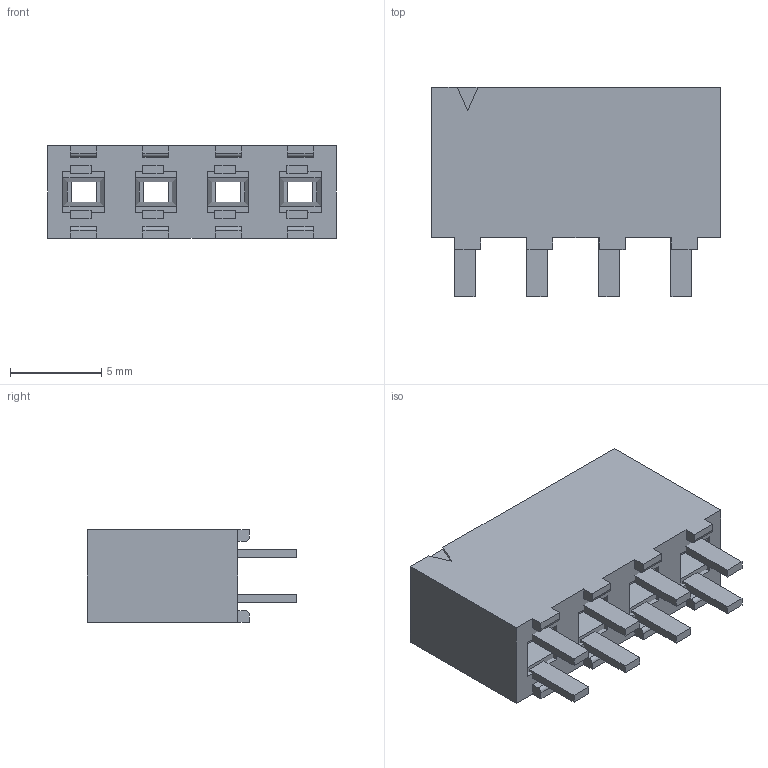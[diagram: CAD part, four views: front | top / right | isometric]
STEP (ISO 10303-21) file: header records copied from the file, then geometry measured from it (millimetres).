
FILE_DESCRIPTION(/* description */ ('STEP AP214'),/* implementation_level */ '2;1');
FILE_NAME(/* name */ 'FHP-04-01-T-S',/* time_stamp */ '2025-04-23T03:00:04+02:00',/* author */ ('License CC BY-ND 4.0'),/* organization */ ('CADENAS'),/* preprocessor_version */ 'ST-DEVELOPER v19.3',/* originating_system */ 'PARTsolutions',/* authorisation */ ' ');
FILE_SCHEMA (('AUTOMOTIVE_DESIGN {1 0 10303 214 3 1 1}'));
Length unit declared in the file: inch
Products named in the file (3): FHP-04-01-T-S; FHP-04--S_socket; C-130-01-04-T-S_
Assembly tree (2 placements, depth 2):
  FHP-04-01-T-S
    FHP-04--S_socket
    C-130-01-04-T-S_
Bounding box: 15.85 x 11.48 x 5.08 mm (x, y, z)
Volume: 790.9 mm3; surface area: 1403.1 mm2
Topology: 2 solids, 2 shells, 147 faces, 393 edges, 262 vertices
Faces by surface type: plane 139, cylinder 8
Entity records: 4613 total; most frequent: CARTESIAN_POINT 805, ORIENTED_EDGE 786, DIRECTION 709, EDGE_CURVE 393, LINE 377, VECTOR 377, VERTEX_POINT 262, EDGE_LOOP 175
